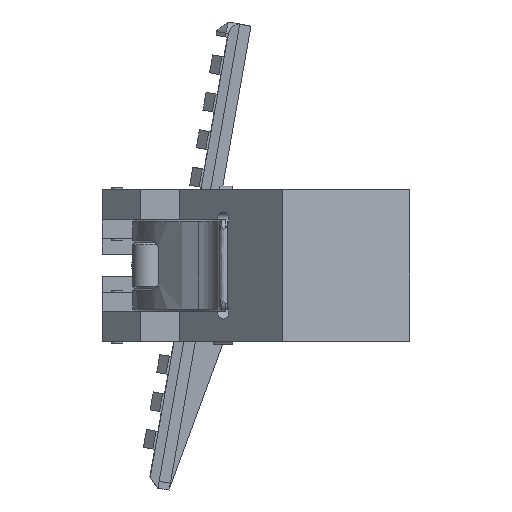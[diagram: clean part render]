
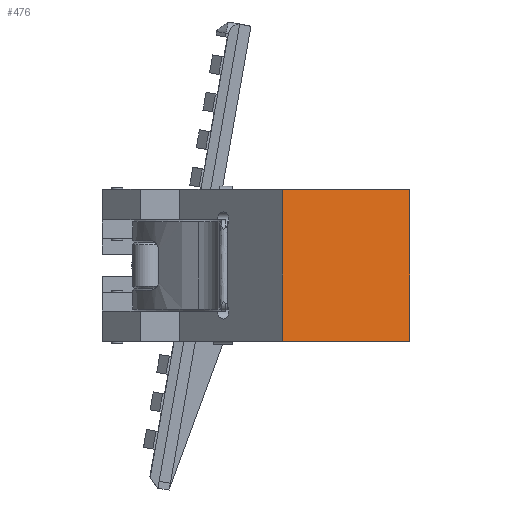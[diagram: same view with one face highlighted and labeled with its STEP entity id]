
A CAD part, left-side view. The second image highlights one B-rep face of the part: STEP entity #476.
In plain terms, the highlighted planar face has unit normal (-0.985, -0.174, 0).
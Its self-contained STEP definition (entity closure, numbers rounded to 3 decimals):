
#94 = VERTEX_POINT('',#95);
#95 = CARTESIAN_POINT('',(-45.696,14.408,-20.));
#101 = EDGE_CURVE('',#94,#102,#104,.T.);
#102 = VERTEX_POINT('',#103);
#103 = CARTESIAN_POINT('',(-39.801,-19.024,-20.));
#104 = LINE('',#105,#106);
#105 = CARTESIAN_POINT('',(-45.696,14.408,-20.));
#106 = VECTOR('',#107,1.);
#107 = DIRECTION('',(0.174,-0.985,0.));
#412 = VERTEX_POINT('',#413);
#413 = CARTESIAN_POINT('',(-45.696,14.408,20.));
#419 = EDGE_CURVE('',#94,#412,#420,.T.);
#420 = LINE('',#421,#422);
#421 = CARTESIAN_POINT('',(-45.696,14.408,-20.));
#422 = VECTOR('',#423,1.);
#423 = DIRECTION('',(0.,0.,1.));
#476 = ADVANCED_FACE('',(#477),#495,.F.);
#477 = FACE_BOUND('',#478,.F.);
#478 = EDGE_LOOP('',(#479,#480,#488,#494));
#479 = ORIENTED_EDGE('',*,*,#419,.T.);
#480 = ORIENTED_EDGE('',*,*,#481,.T.);
#481 = EDGE_CURVE('',#412,#482,#484,.T.);
#482 = VERTEX_POINT('',#483);
#483 = CARTESIAN_POINT('',(-39.801,-19.024,20.));
#484 = LINE('',#485,#486);
#485 = CARTESIAN_POINT('',(-45.696,14.408,20.));
#486 = VECTOR('',#487,1.);
#487 = DIRECTION('',(0.174,-0.985,0.));
#488 = ORIENTED_EDGE('',*,*,#489,.F.);
#489 = EDGE_CURVE('',#102,#482,#490,.T.);
#490 = LINE('',#491,#492);
#491 = CARTESIAN_POINT('',(-39.801,-19.024,-20.));
#492 = VECTOR('',#493,1.);
#493 = DIRECTION('',(0.,0.,1.));
#494 = ORIENTED_EDGE('',*,*,#101,.F.);
#495 = PLANE('',#496);
#496 = AXIS2_PLACEMENT_3D('',#497,#498,#499);
#497 = CARTESIAN_POINT('',(-45.696,14.408,-20.));
#498 = DIRECTION('',(0.985,0.174,0.));
#499 = DIRECTION('',(0.174,-0.985,0.));
